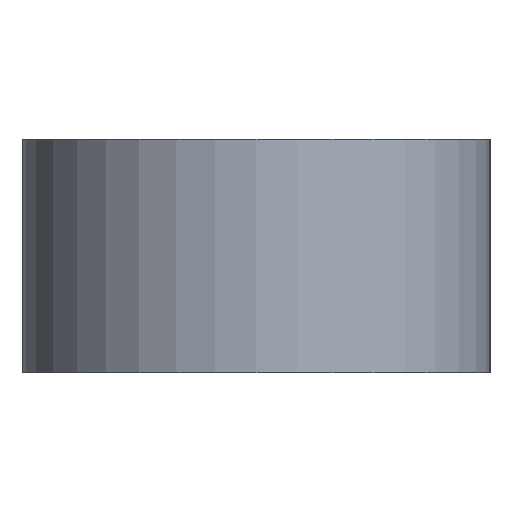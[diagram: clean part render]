
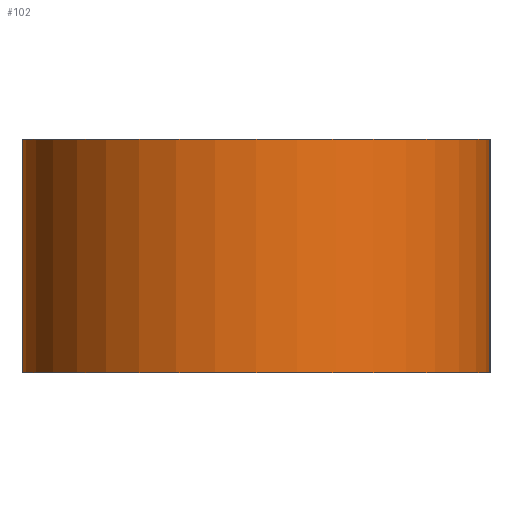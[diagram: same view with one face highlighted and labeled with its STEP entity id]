
A CAD part, left-side view. The second image highlights one B-rep face of the part: STEP entity #102.
In plain terms, the highlighted cylindrical face has radius 2.5 mm (diameter 5 mm), a partial arc.
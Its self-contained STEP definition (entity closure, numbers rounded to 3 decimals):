
#102=ADVANCED_FACE('',(#185),#187,.T.);
#185=FACE_BOUND('',#186,.T.);
#186=EDGE_LOOP('',(#238,#239,#240,#241));
#187=CYLINDRICAL_SURFACE('',#188,2.5);
#188=AXIS2_PLACEMENT_3D('',#189,#190,#191);
#189=CARTESIAN_POINT('',(-6.,0.,0.));
#190=DIRECTION('',(0.,0.,1.));
#191=DIRECTION('',(0.,1.,0.));
#238=ORIENTED_EDGE('',*,*,#253,.T.);
#239=ORIENTED_EDGE('',*,*,#261,.T.);
#240=ORIENTED_EDGE('',*,*,#249,.F.);
#241=ORIENTED_EDGE('',*,*,#263,.F.);
#249=EDGE_CURVE('',#269,#264,#271,.T.);
#253=EDGE_CURVE('',#278,#279,#280,.T.);
#261=EDGE_CURVE('',#279,#264,#293,.T.);
#263=EDGE_CURVE('',#278,#269,#295,.T.);
#264=VERTEX_POINT('',#296);
#269=VERTEX_POINT('',#305);
#271=CIRCLE('',#309,2.5);
#278=VERTEX_POINT('',#328);
#279=VERTEX_POINT('',#329);
#280=CIRCLE('',#330,2.5);
#293=LINE('',#363,#364);
#295=LINE('',#369,#370);
#296=CARTESIAN_POINT('',(-6.,-2.5,2.5));
#305=CARTESIAN_POINT('',(-6.,2.5,2.5));
#309=AXIS2_PLACEMENT_3D('',#310,#311,#312);
#310=CARTESIAN_POINT('',(-6.,0.,2.5));
#311=DIRECTION('',(0.,0.,1.));
#312=DIRECTION('',(0.,1.,0.));
#328=CARTESIAN_POINT('',(-6.,2.5,0.));
#329=CARTESIAN_POINT('',(-6.,-2.5,0.));
#330=AXIS2_PLACEMENT_3D('',#331,#332,#333);
#331=CARTESIAN_POINT('',(-6.,0.,0.));
#332=DIRECTION('',(0.,0.,1.));
#333=DIRECTION('',(0.,1.,0.));
#363=CARTESIAN_POINT('',(-6.,-2.5,0.));
#364=VECTOR('',#365,1.);
#365=DIRECTION('',(0.,0.,1.));
#369=CARTESIAN_POINT('',(-6.,2.5,0.));
#370=VECTOR('',#371,1.);
#371=DIRECTION('',(0.,0.,1.));
